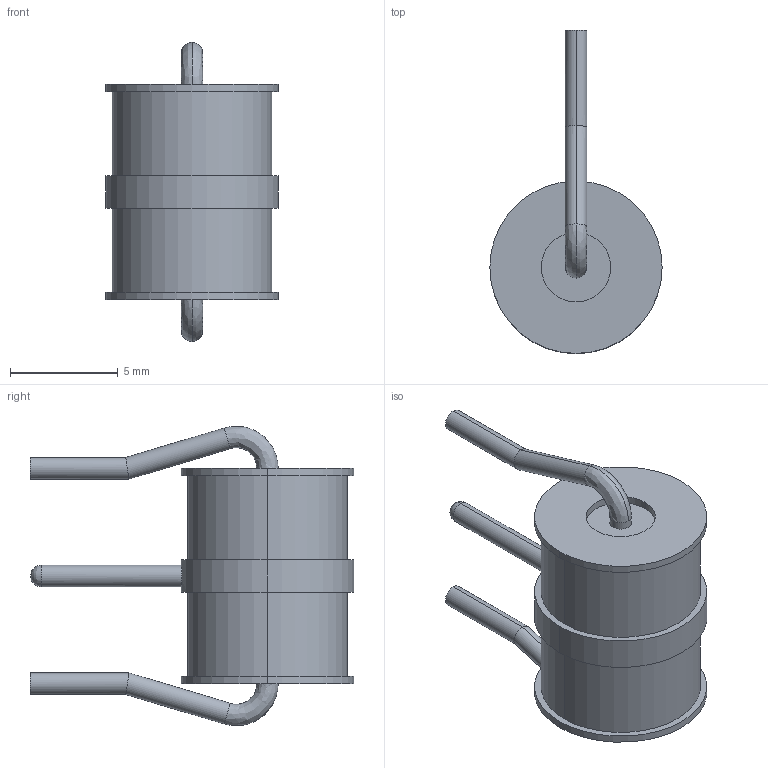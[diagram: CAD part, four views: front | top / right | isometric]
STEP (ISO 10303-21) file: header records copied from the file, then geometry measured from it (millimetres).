
FILE_DESCRIPTION (( 'STEP AP214' ), '1' );
FILE_NAME ('GDT_Axial_L13.4mm_D8.0mm_P4.4mm_Feedthrough.step', '2020-04-20T00:36:46', ( '' ), ( '' ), 'SwSTEP 2.0', 'SolidWorks 2017', '' );
FILE_SCHEMA (( 'AUTOMOTIVE_DESIGN' ));
Length unit declared in the file: millimetre
Products named in the file (1): GDT_Axial_L13.4mm_D8.0mm_P4.4mm_Feedthrough
Bounding box: 8 x 15 x 13.9 mm (x, y, z)
Volume: 464.7 mm3; surface area: 472.4 mm2
Topology: 1 solids, 1 shells, 44 faces, 94 edges, 57 vertices
Faces by surface type: cylinder 28, plane 10, bspline 6
Entity records: 1336 total; most frequent: CARTESIAN_POINT 312, DIRECTION 218, ORIENTED_EDGE 180, AXIS2_PLACEMENT_3D 95, EDGE_CURVE 90, VERTEX_POINT 57, CIRCLE 56, EDGE_LOOP 53
